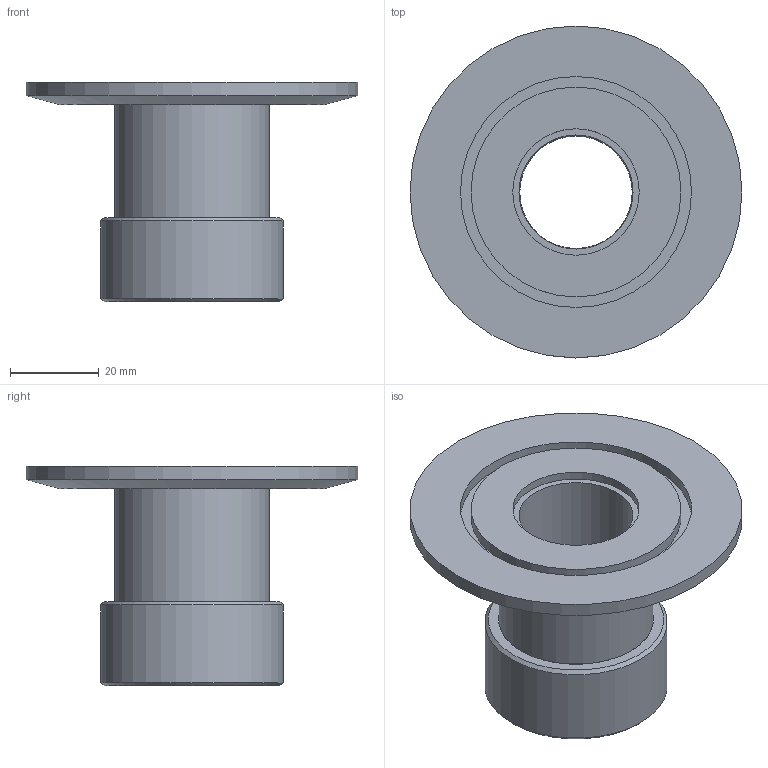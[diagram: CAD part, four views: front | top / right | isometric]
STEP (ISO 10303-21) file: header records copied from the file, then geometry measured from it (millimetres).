
FILE_DESCRIPTION(/* description */ (''),/* implementation_level */ '2;1');
FILE_NAME(/* name */ '1000019a.stp',/* time_stamp */ '2019-07-22T14:38:35-04:00',/* author */ ('Glen_C'),/* organization */ (''),/* preprocessor_version */ 'ST-DEVELOPER v16.13',/* originating_system */ 'Autodesk Inventor 2018',/* authorisation */ '');
FILE_SCHEMA (('AUTOMOTIVE_DESIGN { 1 0 10303 214 3 1 1 }'));
Length unit declared in the file: inch
Products named in the file (1): 1000019_S
Bounding box: 75.01 x 75.01 x 49.66 mm (x, y, z)
Volume: 43291.4 mm3; surface area: 21531.3 mm2
Topology: 1 solids, 4 shells, 35 faces, 63 edges, 41 vertices
Faces by surface type: cylinder 14, plane 13, cone 5, torus 3
Full cylindrical faces by diameter (mm): 25.781 x3, 28.575 x1, 30.15 x2, 32.893 x1, 33.02 x1, 33.553 x1, 34.925 x1, 41.275 x1, 47.422 x1, 52.197 x1, 75.006 x1
Entity records: 801 total; most frequent: DIRECTION 140, CARTESIAN_POINT 104, EDGE_LOOP 70, ORIENTED_EDGE 70, AXIS2_PLACEMENT_3D 70, STYLED_ITEM 36, FACE_BOUND 35, FACE_OUTER_BOUND 35
